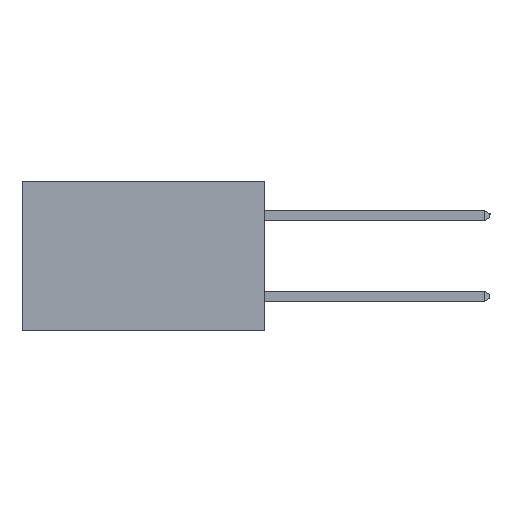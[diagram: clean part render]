
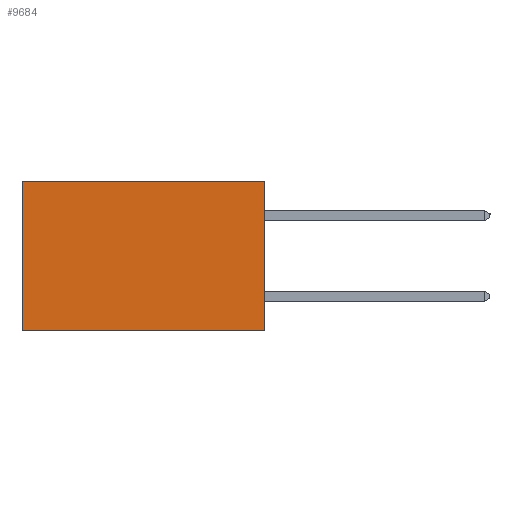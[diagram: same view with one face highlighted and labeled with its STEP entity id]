
A CAD part, left-side view. The second image highlights one B-rep face of the part: STEP entity #9684.
In plain terms, the highlighted planar face has unit normal (-1, 0, 0).
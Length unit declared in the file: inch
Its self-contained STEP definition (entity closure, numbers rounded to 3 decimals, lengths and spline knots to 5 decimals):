
#440 = CARTESIAN_POINT ( 'NONE',  ( 0.298, 0., 0. ) ) ;
#572 = CARTESIAN_POINT ( 'NONE',  ( 0.298, 0., 0. ) ) ;
#649 = DIRECTION ( 'NONE',  ( 0., 0., -1. ) ) ;
#980 = CARTESIAN_POINT ( 'NONE',  ( 0.298, 0., -0.37 ) ) ;
#1190 = ORIENTED_EDGE ( 'NONE', *, *, #4247, .T. ) ;
#3911 = VECTOR ( 'NONE', #649, 39.37008 ) ;
#4096 = ORIENTED_EDGE ( 'NONE', *, *, #12115, .F. ) ;
#4247 = EDGE_CURVE ( 'NONE', #4496, #9858, #16961, .T. ) ;
#4496 = VERTEX_POINT ( 'NONE', #440 ) ;
#5154 = LINE ( 'NONE', #6611, #9234 ) ;
#6142 = LINE ( 'NONE', #13087, #9340 ) ;
#6381 = ORIENTED_EDGE ( 'NONE', *, *, #9409, .T. ) ;
#6611 = CARTESIAN_POINT ( 'NONE',  ( 0.298, 0., -0.37 ) ) ;
#6774 = DIRECTION ( 'NONE',  ( 0., 1., 0. ) ) ;
#7760 = DIRECTION ( 'NONE',  ( 0., 1., 0. ) ) ;
#7806 = CARTESIAN_POINT ( 'NONE',  ( 0.298, 0., 0. ) ) ;
#8086 = VERTEX_POINT ( 'NONE', #980 ) ;
#8694 = FACE_OUTER_BOUND ( 'NONE', #9571, .T. ) ;
#9234 = VECTOR ( 'NONE', #6774, 39.37008 ) ;
#9340 = VECTOR ( 'NONE', #13450, 39.37008 ) ;
#9409 = EDGE_CURVE ( 'NONE', #9858, #16703, #6142, .T. ) ;
#9571 = EDGE_LOOP ( 'NONE', ( #6381, #4096, #16323, #1190 ) ) ;
#9684 = ADVANCED_FACE ( 'NONE', ( #8694 ), #17259, .F. ) ;
#9858 = VERTEX_POINT ( 'NONE', #13176 ) ;
#10406 = EDGE_CURVE ( 'NONE', #4496, #8086, #14782, .T. ) ;
#10714 = VECTOR ( 'NONE', #7760, 39.37008 ) ;
#11058 = CARTESIAN_POINT ( 'NONE',  ( 0.298, 0.6, -0.37 ) ) ;
#12115 = EDGE_CURVE ( 'NONE', #8086, #16703, #5154, .T. ) ;
#13087 = CARTESIAN_POINT ( 'NONE',  ( 0.298, 0.6, 0. ) ) ;
#13176 = CARTESIAN_POINT ( 'NONE',  ( 0.298, 0.6, 0. ) ) ;
#13450 = DIRECTION ( 'NONE',  ( 0., 0., -1. ) ) ;
#14782 = LINE ( 'NONE', #572, #3911 ) ;
#16112 = DIRECTION ( 'NONE',  ( 0., 0., -1. ) ) ;
#16133 = DIRECTION ( 'NONE',  ( 1., 0., 0. ) ) ;
#16323 = ORIENTED_EDGE ( 'NONE', *, *, #10406, .F. ) ;
#16464 = CARTESIAN_POINT ( 'NONE',  ( 0.298, 0., 0. ) ) ;
#16703 = VERTEX_POINT ( 'NONE', #11058 ) ;
#16961 = LINE ( 'NONE', #7806, #10714 ) ;
#17259 = PLANE ( 'NONE',  #17462 ) ;
#17462 = AXIS2_PLACEMENT_3D ( 'NONE', #16464, #16133, #16112 ) ;
